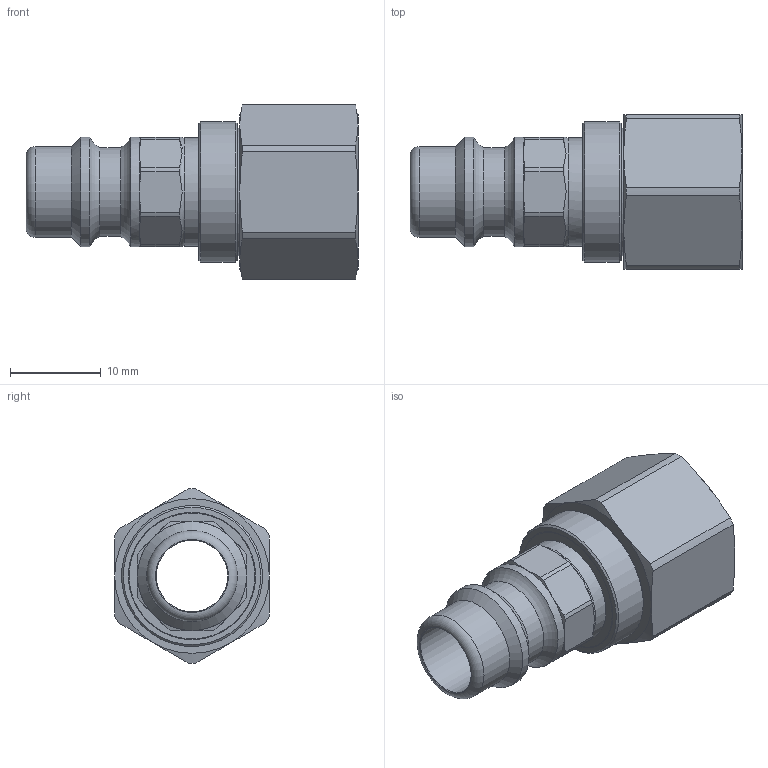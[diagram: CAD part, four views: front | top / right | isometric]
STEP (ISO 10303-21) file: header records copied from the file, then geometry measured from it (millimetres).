
FILE_DESCRIPTION((''),'2;1');
FILE_NAME('26SFIW13MXX8.stp','2014-11-03T09:24:58',('SSC01480'),(''),'Autodesk Inventor 2013','Autodesk Inventor 2013','');
FILE_SCHEMA(('AUTOMOTIVE_DESIGN { 1 0 10303 214 1 1 1 1 }'));
Length unit declared in the file: millimetre
Products named in the file (3): D112681; D112676; D103012
Assembly tree (2 placements, depth 2):
  D112681
    D112676
    D103012
Bounding box: 36.5 x 17 x 19.15 mm (x, y, z)
Volume: 3592.8 mm3; surface area: 3461.1 mm2
Topology: 2 solids, 2 shells, 84 faces, 196 edges, 119 vertices
Faces by surface type: cone 34, cylinder 25, plane 21, torus 4
Full cylindrical faces by diameter (mm): 7.85 x1, 9.75 x1, 10 x1, 11.445 x1, 11.9 x1, 12 x2, 13.85 x1, 14 x1, 14.05 x1, 15.5 x1
Entity records: 2365 total; most frequent: CARTESIAN_POINT 565, DIRECTION 370, ORIENTED_EDGE 348, EDGE_CURVE 174, AXIS2_PLACEMENT_3D 171, VERTEX_POINT 118, EDGE_LOOP 112, FACE_OUTER_BOUND 84
